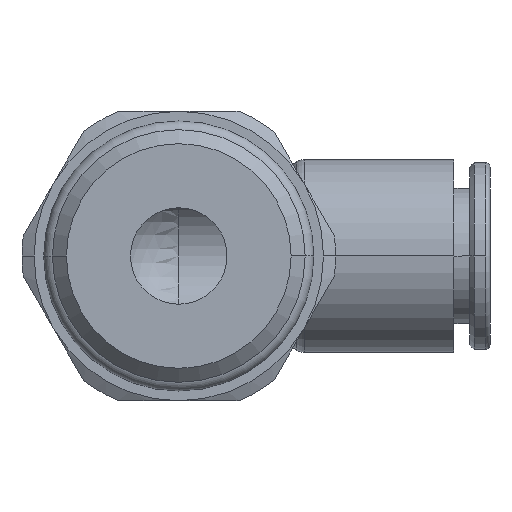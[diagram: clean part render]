
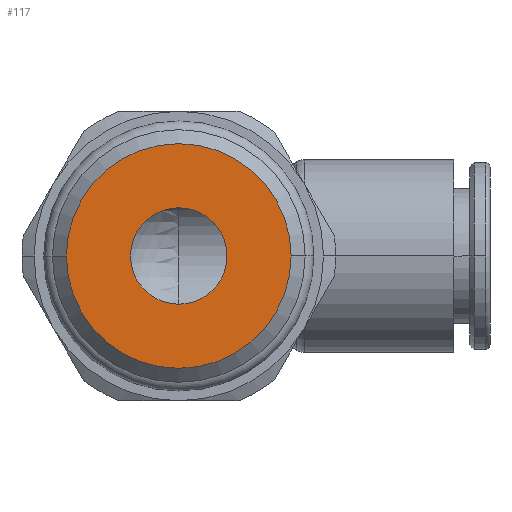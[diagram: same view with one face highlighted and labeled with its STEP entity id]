
A CAD part, front view. The second image highlights one B-rep face of the part: STEP entity #117.
In plain terms, the highlighted planar face has unit normal (0, -1, 0).
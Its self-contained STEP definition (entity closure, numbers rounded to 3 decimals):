
#117=ADVANCED_FACE('',(#312,#313),#314,.T.);
#312=FACE_BOUND('',#562,.T.);
#313=FACE_OUTER_BOUND('',#563,.T.);
#314=PLANE('',#564);
#562=EDGE_LOOP('',(#1226,#1227));
#563=EDGE_LOOP('',(#1228,#1229));
#564=AXIS2_PLACEMENT_3D('',#1230,#1231,#1232);
#1226=ORIENTED_EDGE('',*,*,#1728,.T.);
#1227=ORIENTED_EDGE('',*,*,#1824,.T.);
#1228=ORIENTED_EDGE('',*,*,#1719,.F.);
#1229=ORIENTED_EDGE('',*,*,#1827,.F.);
#1230=CARTESIAN_POINT('',(-4.658,-7.1,0.0));
#1231=DIRECTION('',(0.,-1.0,0.0));
#1232=DIRECTION('',(1.0,0.,0.0));
#1719=EDGE_CURVE('',#2103,#2105,#2106,.T.);
#1728=EDGE_CURVE('',#2117,#2121,#2123,.T.);
#1824=EDGE_CURVE('',#2121,#2117,#2276,.T.);
#1827=EDGE_CURVE('',#2105,#2103,#2279,.T.);
#2103=VERTEX_POINT('',#2728);
#2105=VERTEX_POINT('',#2731);
#2106=CIRCLE('',#2732,9.316);
#2117=VERTEX_POINT('',#2746);
#2121=VERTEX_POINT('',#2751);
#2123=CIRCLE('',#2754,4.0);
#2276=CIRCLE('',#3102,4.0);
#2279=CIRCLE('',#3105,9.316);
#2728=CARTESIAN_POINT('',(-9.316,-7.1,0.0));
#2731=CARTESIAN_POINT('',(9.316,-7.1,0.));
#2732=AXIS2_PLACEMENT_3D('',#3678,#3679,#3680);
#2746=CARTESIAN_POINT('',(4.0,-7.1,0.0));
#2751=CARTESIAN_POINT('',(-4.0,-7.1,0.));
#2754=AXIS2_PLACEMENT_3D('',#3695,#3696,#3697);
#3102=AXIS2_PLACEMENT_3D('',#3869,#3870,#3871);
#3105=AXIS2_PLACEMENT_3D('',#3878,#3879,#3880);
#3678=CARTESIAN_POINT('',(0.0,-7.1,0.0));
#3679=DIRECTION('',(0.0,1.0,0.0));
#3680=DIRECTION('',(-1.0,0.0,0.0));
#3695=CARTESIAN_POINT('',(0.0,-7.1,0.0));
#3696=DIRECTION('',(0.,1.0,0.0));
#3697=DIRECTION('',(1.0,0.,0.0));
#3869=CARTESIAN_POINT('',(0.0,-7.1,0.0));
#3870=DIRECTION('',(0.,1.0,0.0));
#3871=DIRECTION('',(1.0,0.,0.0));
#3878=CARTESIAN_POINT('',(0.0,-7.1,0.0));
#3879=DIRECTION('',(0.0,1.0,0.0));
#3880=DIRECTION('',(-1.0,0.0,0.0));
